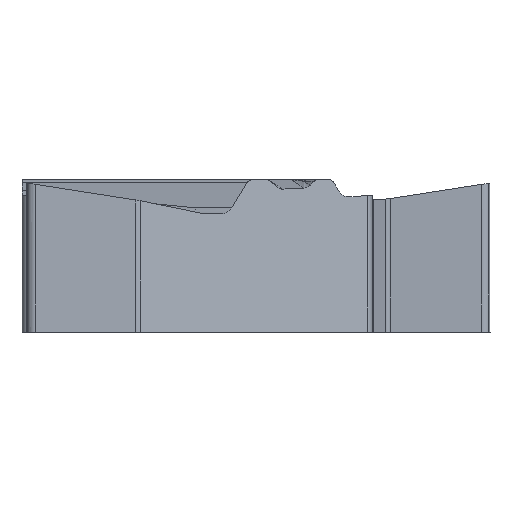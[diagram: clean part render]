
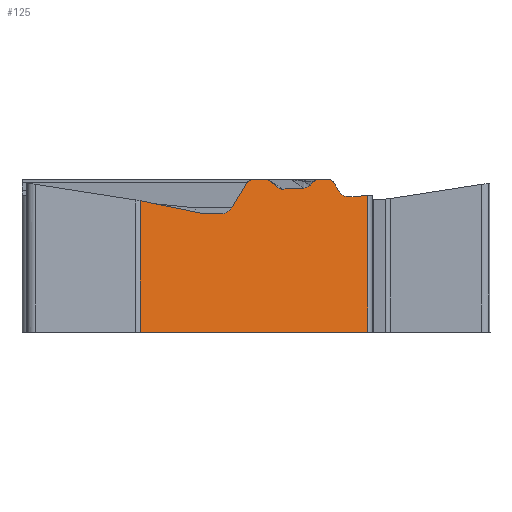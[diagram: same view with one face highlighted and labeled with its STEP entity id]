
A CAD part, front view. The second image highlights one B-rep face of the part: STEP entity #125.
In plain terms, the highlighted planar face has unit normal (0.5, -0.866, 0).
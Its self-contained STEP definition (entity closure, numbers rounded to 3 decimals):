
#125=ADVANCED_FACE('',(#264),#220,.F.);
#220=PLANE('',#1957);
#264=FACE_OUTER_BOUND('',#362,.T.);
#362=EDGE_LOOP('',(#637,#638,#639,#640,#641,#642,#643,#644,#645,#646,#647,
#648,#649,#650,#651,#652,#653,#654,#655,#656,#657,#658));
#465=CIRCLE('',#1956,0.33);
#529=ELLIPSE('',#1950,0.386,0.33);
#530=ELLIPSE('',#1951,0.17,0.15);
#531=ELLIPSE('',#1952,0.15,0.15);
#532=ELLIPSE('',#1953,0.167,0.15);
#533=ELLIPSE('',#1954,0.177,0.15);
#534=ELLIPSE('',#1955,0.389,0.33);
#637=ORIENTED_EDGE('',*,*,#1336,.T.);
#638=ORIENTED_EDGE('',*,*,#1337,.F.);
#639=ORIENTED_EDGE('',*,*,#1338,.T.);
#640=ORIENTED_EDGE('',*,*,#1339,.F.);
#641=ORIENTED_EDGE('',*,*,#1340,.T.);
#642=ORIENTED_EDGE('',*,*,#1341,.F.);
#643=ORIENTED_EDGE('',*,*,#1342,.F.);
#644=ORIENTED_EDGE('',*,*,#1343,.F.);
#645=ORIENTED_EDGE('',*,*,#1344,.F.);
#646=ORIENTED_EDGE('',*,*,#1345,.F.);
#647=ORIENTED_EDGE('',*,*,#1346,.F.);
#648=ORIENTED_EDGE('',*,*,#1347,.F.);
#649=ORIENTED_EDGE('',*,*,#1348,.F.);
#650=ORIENTED_EDGE('',*,*,#1349,.F.);
#651=ORIENTED_EDGE('',*,*,#1350,.F.);
#652=ORIENTED_EDGE('',*,*,#1351,.F.);
#653=ORIENTED_EDGE('',*,*,#1352,.F.);
#654=ORIENTED_EDGE('',*,*,#1353,.F.);
#655=ORIENTED_EDGE('',*,*,#1354,.T.);
#656=ORIENTED_EDGE('',*,*,#1355,.T.);
#657=ORIENTED_EDGE('',*,*,#1356,.T.);
#658=ORIENTED_EDGE('',*,*,#1357,.F.);
#1151=VERTEX_POINT('',#3230);
#1152=VERTEX_POINT('',#3231);
#1153=VERTEX_POINT('',#3233);
#1154=VERTEX_POINT('',#3235);
#1155=VERTEX_POINT('',#3237);
#1156=VERTEX_POINT('',#3239);
#1157=VERTEX_POINT('',#3241);
#1158=VERTEX_POINT('',#3243);
#1159=VERTEX_POINT('',#3245);
#1160=VERTEX_POINT('',#3247);
#1161=VERTEX_POINT('',#3249);
#1162=VERTEX_POINT('',#3263);
#1163=VERTEX_POINT('',#3265);
#1164=VERTEX_POINT('',#3279);
#1165=VERTEX_POINT('',#3281);
#1166=VERTEX_POINT('',#3283);
#1167=VERTEX_POINT('',#3285);
#1168=VERTEX_POINT('',#3287);
#1169=VERTEX_POINT('',#3289);
#1170=VERTEX_POINT('',#3291);
#1171=VERTEX_POINT('',#3293);
#1172=VERTEX_POINT('',#3295);
#1336=EDGE_CURVE('',#1151,#1152,#1573,.T.);
#1337=EDGE_CURVE('',#1153,#1152,#1574,.T.);
#1338=EDGE_CURVE('',#1153,#1154,#1575,.T.);
#1339=EDGE_CURVE('',#1155,#1154,#1576,.T.);
#1340=EDGE_CURVE('',#1155,#1156,#529,.T.);
#1341=EDGE_CURVE('',#1157,#1156,#1577,.T.);
#1342=EDGE_CURVE('',#1158,#1157,#530,.T.);
#1343=EDGE_CURVE('',#1159,#1158,#1578,.T.);
#1344=EDGE_CURVE('',#1160,#1159,#531,.T.);
#1345=EDGE_CURVE('',#1161,#1160,#1579,.T.);
#1346=EDGE_CURVE('',#1162,#1161,#1860,.T.);
#1347=EDGE_CURVE('',#1163,#1162,#1580,.T.);
#1348=EDGE_CURVE('',#1164,#1163,#1861,.T.);
#1349=EDGE_CURVE('',#1165,#1164,#1581,.T.);
#1350=EDGE_CURVE('',#1166,#1165,#532,.T.);
#1351=EDGE_CURVE('',#1167,#1166,#1582,.T.);
#1352=EDGE_CURVE('',#1168,#1167,#533,.T.);
#1353=EDGE_CURVE('',#1169,#1168,#1583,.T.);
#1354=EDGE_CURVE('',#1169,#1170,#534,.T.);
#1355=EDGE_CURVE('',#1170,#1171,#1584,.T.);
#1356=EDGE_CURVE('',#1171,#1172,#465,.T.);
#1357=EDGE_CURVE('',#1151,#1172,#1585,.T.);
#1573=LINE('',#3229,#1729);
#1574=LINE('',#3232,#1730);
#1575=LINE('',#3234,#1731);
#1576=LINE('',#3236,#1732);
#1577=LINE('',#3240,#1733);
#1578=LINE('',#3244,#1734);
#1579=LINE('',#3248,#1735);
#1580=LINE('',#3264,#1736);
#1581=LINE('',#3280,#1737);
#1582=LINE('',#3284,#1738);
#1583=LINE('',#3288,#1739);
#1584=LINE('',#3292,#1740);
#1585=LINE('',#3296,#1741);
#1729=VECTOR('',#2220,1.);
#1730=VECTOR('',#2221,1.);
#1731=VECTOR('',#2222,1.);
#1732=VECTOR('',#2223,1.);
#1733=VECTOR('',#2226,1.);
#1734=VECTOR('',#2229,1.);
#1735=VECTOR('',#2232,1.);
#1736=VECTOR('',#2233,1.);
#1737=VECTOR('',#2234,1.);
#1738=VECTOR('',#2237,1.);
#1739=VECTOR('',#2240,1.);
#1740=VECTOR('',#2243,1.);
#1741=VECTOR('',#2246,1.);
#1860=B_SPLINE_CURVE_WITH_KNOTS('',3,(#3250,#3251,#3252,#3253,#3254,#3255,
#3256,#3257,#3258,#3259,#3260,#3261,#3262),.UNSPECIFIED.,.F.,.F.,(4,3,3,
3,4),(0.,0.249,0.498,0.746,1.),
 .UNSPECIFIED.);
#1861=B_SPLINE_CURVE_WITH_KNOTS('',3,(#3266,#3267,#3268,#3269,#3270,#3271,
#3272,#3273,#3274,#3275,#3276,#3277,#3278),.UNSPECIFIED.,.F.,.F.,(4,3,3,
3,4),(0.,0.234,0.468,0.701,1.),
 .UNSPECIFIED.);
#1950=AXIS2_PLACEMENT_3D('',#3238,#2224,#2225);
#1951=AXIS2_PLACEMENT_3D('',#3242,#2227,#2228);
#1952=AXIS2_PLACEMENT_3D('',#3246,#2230,#2231);
#1953=AXIS2_PLACEMENT_3D('',#3282,#2235,#2236);
#1954=AXIS2_PLACEMENT_3D('',#3286,#2238,#2239);
#1955=AXIS2_PLACEMENT_3D('',#3290,#2241,#2242);
#1956=AXIS2_PLACEMENT_3D('',#3294,#2244,#2245);
#1957=AXIS2_PLACEMENT_3D('',#3297,#2247,#2248);
#2220=DIRECTION('',(0.,0.,-1.));
#2221=DIRECTION('',(-0.866,-0.5,0.));
#2222=DIRECTION('',(0.,0.,1.));
#2223=DIRECTION('',(0.863,0.498,0.088));
#2224=DIRECTION('',(-0.5,0.866,0.));
#2225=DIRECTION('',(0.854,0.493,-0.165));
#2226=DIRECTION('',(0.483,0.279,-0.83));
#2227=DIRECTION('',(-0.5,0.866,0.));
#2228=DIRECTION('',(-0.866,-0.5,0.));
#2229=DIRECTION('',(0.866,0.5,0.));
#2230=DIRECTION('',(-0.5,0.866,0.));
#2231=DIRECTION('',(0.866,0.5,0.));
#2232=DIRECTION('',(0.658,0.38,0.651));
#2233=DIRECTION('',(0.865,0.5,0.043));
#2234=DIRECTION('',(0.686,0.396,-0.611));
#2235=DIRECTION('',(-0.5,0.866,0.));
#2236=DIRECTION('',(-0.866,-0.5,0.));
#2237=DIRECTION('',(0.866,0.5,0.));
#2238=DIRECTION('',(-0.5,0.866,0.));
#2239=DIRECTION('',(-0.866,-0.5,0.));
#2240=DIRECTION('',(0.497,0.287,0.819));
#2241=DIRECTION('',(-0.5,0.866,0.));
#2242=DIRECTION('',(-0.866,-0.5,0.));
#2243=DIRECTION('',(-0.866,-0.5,0.));
#2244=DIRECTION('',(-0.5,0.866,0.));
#2245=DIRECTION('',(0.,0.,-1.));
#2246=DIRECTION('',(0.853,0.492,-0.174));
#2247=DIRECTION('',(-0.5,0.866,0.));
#2248=DIRECTION('',(0.,0.,-1.));
#3229=CARTESIAN_POINT('',(-1.567,-6.404,-5.47));
#3230=CARTESIAN_POINT('',(-1.567,-6.404,-0.416));
#3231=CARTESIAN_POINT('',(-1.567,-6.404,-3.97));
#3232=CARTESIAN_POINT('',(-0.367,-5.711,-3.97));
#3233=CARTESIAN_POINT('',(4.584,-2.853,-3.97));
#3234=CARTESIAN_POINT('',(4.584,-2.853,3.15));
#3235=CARTESIAN_POINT('',(4.584,-2.853,-0.268));
#3236=CARTESIAN_POINT('',(-0.308,-5.677,-0.766));
#3237=CARTESIAN_POINT('',(4.136,-3.111,-0.314));
#3238=CARTESIAN_POINT('',(4.085,-3.141,0.016));
#3239=CARTESIAN_POINT('',(3.799,-3.306,-0.139));
#3240=CARTESIAN_POINT('',(2.447,-4.086,2.182));
#3241=CARTESIAN_POINT('',(3.674,-3.378,0.077));
#3242=CARTESIAN_POINT('',(3.547,-3.451,0.));
#3243=CARTESIAN_POINT('',(3.547,-3.451,0.15));
#3244=CARTESIAN_POINT('',(-0.367,-5.711,0.15));
#3245=CARTESIAN_POINT('',(3.222,-3.639,0.15));
#3246=CARTESIAN_POINT('',(3.222,-3.639,0.));
#3247=CARTESIAN_POINT('',(3.137,-3.688,0.114));
#3248=CARTESIAN_POINT('',(1.067,-4.883,-1.935));
#3249=CARTESIAN_POINT('',(3.029,-3.75,0.007));
#3250=CARTESIAN_POINT('',(2.857,-3.85,-0.071));
#3251=CARTESIAN_POINT('',(2.873,-3.841,-0.071));
#3252=CARTESIAN_POINT('',(2.888,-3.832,-0.068));
#3253=CARTESIAN_POINT('',(2.904,-3.823,-0.065));
#3254=CARTESIAN_POINT('',(2.919,-3.814,-0.061));
#3255=CARTESIAN_POINT('',(2.934,-3.805,-0.056));
#3256=CARTESIAN_POINT('',(2.949,-3.797,-0.049));
#3257=CARTESIAN_POINT('',(2.963,-3.789,-0.042));
#3258=CARTESIAN_POINT('',(2.977,-3.78,-0.034));
#3259=CARTESIAN_POINT('',(2.99,-3.773,-0.025));
#3260=CARTESIAN_POINT('',(3.004,-3.765,-0.016));
#3261=CARTESIAN_POINT('',(3.017,-3.757,-0.005));
#3262=CARTESIAN_POINT('',(3.029,-3.75,0.007));
#3263=CARTESIAN_POINT('',(2.857,-3.85,-0.071));
#3264=CARTESIAN_POINT('',(-0.358,-5.706,-0.23));
#3265=CARTESIAN_POINT('',(2.296,-4.173,-0.099));
#3266=CARTESIAN_POINT('',(2.124,-4.273,-0.037));
#3267=CARTESIAN_POINT('',(2.136,-4.266,-0.047));
#3268=CARTESIAN_POINT('',(2.148,-4.259,-0.056));
#3269=CARTESIAN_POINT('',(2.161,-4.252,-0.064));
#3270=CARTESIAN_POINT('',(2.173,-4.245,-0.072));
#3271=CARTESIAN_POINT('',(2.186,-4.237,-0.078));
#3272=CARTESIAN_POINT('',(2.2,-4.229,-0.084));
#3273=CARTESIAN_POINT('',(2.214,-4.221,-0.089));
#3274=CARTESIAN_POINT('',(2.228,-4.213,-0.093));
#3275=CARTESIAN_POINT('',(2.242,-4.205,-0.095));
#3276=CARTESIAN_POINT('',(2.26,-4.195,-0.099));
#3277=CARTESIAN_POINT('',(2.278,-4.184,-0.1));
#3278=CARTESIAN_POINT('',(2.296,-4.173,-0.099));
#3279=CARTESIAN_POINT('',(2.124,-4.273,-0.037));
#3280=CARTESIAN_POINT('',(3.993,-3.194,-1.703));
#3281=CARTESIAN_POINT('',(1.954,-4.371,0.114));
#3282=CARTESIAN_POINT('',(1.861,-4.425,0.));
#3283=CARTESIAN_POINT('',(1.861,-4.425,0.15));
#3284=CARTESIAN_POINT('',(5.129,-2.538,0.15));
#3285=CARTESIAN_POINT('',(1.461,-4.656,0.15));
#3286=CARTESIAN_POINT('',(1.461,-4.656,0.));
#3287=CARTESIAN_POINT('',(1.33,-4.732,0.077));
#3288=CARTESIAN_POINT('',(2.547,-4.029,2.085));
#3289=CARTESIAN_POINT('',(0.914,-4.971,-0.608));
#3290=CARTESIAN_POINT('',(0.624,-5.139,-0.44));
#3291=CARTESIAN_POINT('',(0.624,-5.139,-0.77));
#3292=CARTESIAN_POINT('',(5.129,-2.538,-0.77));
#3293=CARTESIAN_POINT('',(0.198,-5.385,-0.77));
#3294=CARTESIAN_POINT('',(0.198,-5.385,-0.44));
#3295=CARTESIAN_POINT('',(0.149,-5.413,-0.765));
#3296=CARTESIAN_POINT('',(4.866,-2.69,-1.725));
#3297=CARTESIAN_POINT('',(-0.367,-5.711,-0.003));
